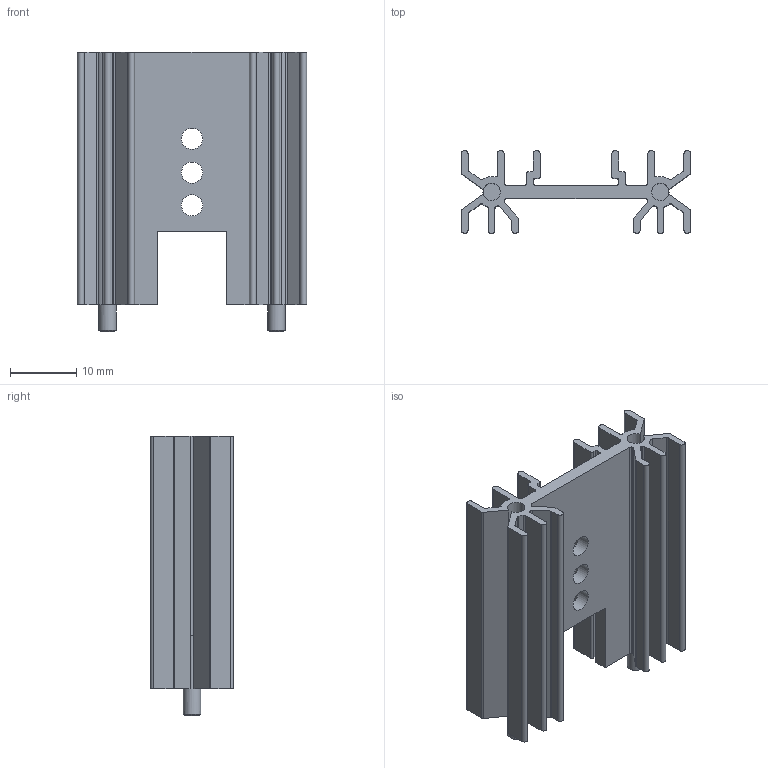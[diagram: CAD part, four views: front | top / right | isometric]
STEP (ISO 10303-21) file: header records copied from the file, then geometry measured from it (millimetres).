
FILE_DESCRIPTION(/* description */ (''),/* implementation_level */ '2;1');
FILE_NAME(/* name */ 'Heatsink_CUI_HSE-B20380-040H.step',/* time_stamp */ '2023-09-22T14:57:35+01:00',/* author */ (''),/* organization */ (''),/* preprocessor_version */ 'ST-DEVELOPER v20',/* originating_system */ 'Autodesk Translation Framework v12.9.0.99',/* authorisation */ '');
FILE_SCHEMA (('AUTOMOTIVE_DESIGN { 1 0 10303 214 3 1 1 }'));
Length unit declared in the file: inch
Products named in the file (1): (Unsaved)
Bounding box: 34.5 x 12.5 x 42 mm (x, y, z)
Volume: 4599.8 mm3; surface area: 7750.1 mm2
Topology: 1 solids, 1 shells, 133 faces, 389 edges, 258 vertices
Faces by surface type: cylinder 73, plane 58, cone 2
Full cylindrical faces by diameter (mm): 2.6 x2, 3.2 x3
Entity records: 4534 total; most frequent: DIRECTION 811, CARTESIAN_POINT 781, ORIENTED_EDGE 778, EDGE_CURVE 389, AXIS2_PLACEMENT_3D 288, VERTEX_POINT 258, LINE 235, VECTOR 235
